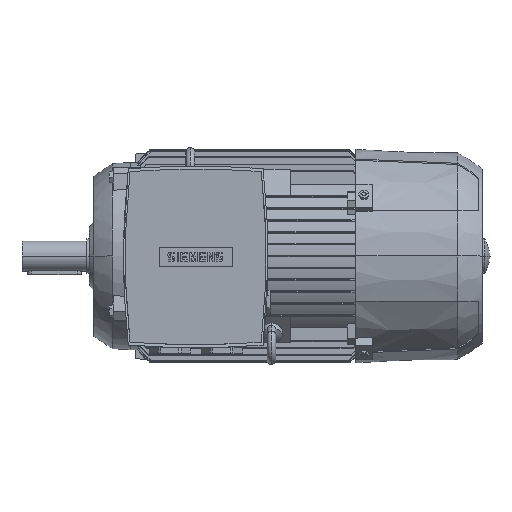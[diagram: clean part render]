
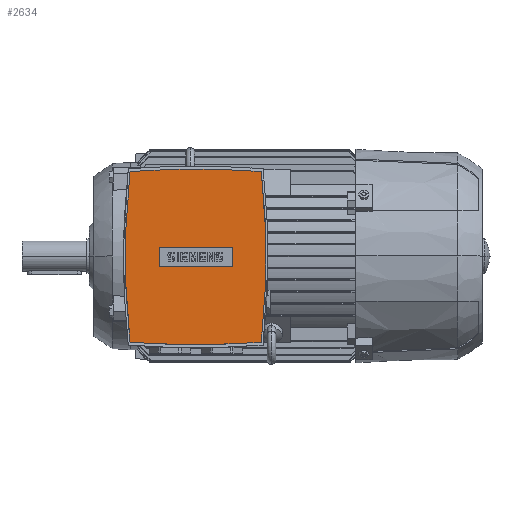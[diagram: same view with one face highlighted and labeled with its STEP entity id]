
A CAD part, top view. The second image highlights one B-rep face of the part: STEP entity #2634.
In plain terms, the highlighted planar face has unit normal (0, 0, 1).
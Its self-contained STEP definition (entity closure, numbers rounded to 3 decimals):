
#2634=ADVANCED_FACE('',(#5700,#5701),#5702,.T.);
#5700=FACE_BOUND('',#9206,.T.);
#5701=FACE_OUTER_BOUND('',#9207,.T.);
#5702=PLANE('',#9208);
#9206=EDGE_LOOP('',(#17343,#17344,#17345,#17346));
#9207=EDGE_LOOP('',(#17347,#17348,#17349,#17350,#17351,#17352));
#9208=AXIS2_PLACEMENT_3D('',#17353,#17354,#17355);
#17343=ORIENTED_EDGE('',*,*,#24295,.T.);
#17344=ORIENTED_EDGE('',*,*,#24299,.T.);
#17345=ORIENTED_EDGE('',*,*,#24302,.T.);
#17346=ORIENTED_EDGE('',*,*,#24304,.T.);
#17347=ORIENTED_EDGE('',*,*,#24380,.T.);
#17348=ORIENTED_EDGE('',*,*,#24382,.T.);
#17349=ORIENTED_EDGE('',*,*,#21966,.T.);
#17350=ORIENTED_EDGE('',*,*,#24374,.T.);
#17351=ORIENTED_EDGE('',*,*,#21977,.T.);
#17352=ORIENTED_EDGE('',*,*,#24371,.T.);
#17353=CARTESIAN_POINT('',(60.0,-1.0,193.0));
#17354=DIRECTION('',(0.0,0.0,1.0));
#17355=DIRECTION('',(0.0,-1.0,0.0));
#21966=EDGE_CURVE('',#26676,#26680,#26682,.T.);
#21977=EDGE_CURVE('',#26702,#26699,#26703,.T.);
#24295=EDGE_CURVE('',#30173,#30171,#30174,.T.);
#24299=EDGE_CURVE('',#30171,#30177,#30179,.T.);
#24302=EDGE_CURVE('',#30177,#30181,#30183,.T.);
#24304=EDGE_CURVE('',#30181,#30173,#30185,.T.);
#24371=EDGE_CURVE('',#26699,#30280,#30282,.T.);
#24374=EDGE_CURVE('',#26680,#26702,#30285,.T.);
#24380=EDGE_CURVE('',#30280,#30290,#30292,.T.);
#24382=EDGE_CURVE('',#30290,#26676,#30294,.T.);
#26676=VERTEX_POINT('',#35981);
#26680=VERTEX_POINT('',#35986);
#26682=CIRCLE('',#35989,828.12);
#26699=VERTEX_POINT('',#36031);
#26702=VERTEX_POINT('',#36035);
#26703=CIRCLE('',#36036,828.12);
#30171=VERTEX_POINT('',#44776);
#30173=VERTEX_POINT('',#44779);
#30174=LINE('',#44780,#44781);
#30177=VERTEX_POINT('',#44785);
#30179=LINE('',#44788,#44789);
#30181=VERTEX_POINT('',#44791);
#30183=LINE('',#44794,#44795);
#30185=LINE('',#44797,#44798);
#30280=VERTEX_POINT('',#44936);
#30282=CIRCLE('',#44939,828.12);
#30285=CIRCLE('',#44942,717.2);
#30290=VERTEX_POINT('',#44948);
#30292=CIRCLE('',#44951,717.2);
#30294=CIRCLE('',#44953,828.12);
#35981=CARTESIAN_POINT('',(60.,-82.0,193.0));
#35986=CARTESIAN_POINT('',(120.661,-79.775,193.0));
#35989=AXIS2_PLACEMENT_3D('',#48996,#48997,#48998);
#36031=CARTESIAN_POINT('',(60.,80.0,193.0));
#36035=CARTESIAN_POINT('',(120.661,77.775,193.0));
#36036=AXIS2_PLACEMENT_3D('',#49012,#49013,#49014);
#44776=CARTESIAN_POINT('',(26.25,-10.05,193.0));
#44779=CARTESIAN_POINT('',(93.75,-10.05,193.0));
#44780=CARTESIAN_POINT('',(60.0,-10.05,193.0));
#44781=VECTOR('',#51339,1.0);
#44785=CARTESIAN_POINT('',(26.25,8.05,193.0));
#44788=CARTESIAN_POINT('',(26.25,-1.0,193.0));
#44789=VECTOR('',#51342,1.0);
#44791=CARTESIAN_POINT('',(93.75,8.05,193.0));
#44794=CARTESIAN_POINT('',(60.0,8.05,193.0));
#44795=VECTOR('',#51344,1.0);
#44797=CARTESIAN_POINT('',(93.75,-1.0,193.0));
#44798=VECTOR('',#51345,1.0);
#44936=CARTESIAN_POINT('',(-0.661,77.775,193.0));
#44939=AXIS2_PLACEMENT_3D('',#51444,#51445,#51446);
#44942=AXIS2_PLACEMENT_3D('',#51447,#51448,#51449);
#44948=CARTESIAN_POINT('',(-0.661,-79.775,193.0));
#44951=AXIS2_PLACEMENT_3D('',#51452,#51453,#51454);
#44953=AXIS2_PLACEMENT_3D('',#51455,#51456,#51457);
#48996=CARTESIAN_POINT('',(60.0,746.12,193.0));
#48997=DIRECTION('',(0.0,-0.0,1.0));
#48998=DIRECTION('',(0.0,1.0,0.0));
#49012=CARTESIAN_POINT('',(60.0,-748.12,193.0));
#49013=DIRECTION('',(0.0,-0.0,1.0));
#49014=DIRECTION('',(0.0,1.0,0.0));
#51339=DIRECTION('',(-1.0,0.0,0.0));
#51342=DIRECTION('',(0.0,1.0,0.0));
#51344=DIRECTION('',(1.0,0.0,-0.0));
#51345=DIRECTION('',(0.0,-1.0,0.0));
#51444=CARTESIAN_POINT('',(60.0,-748.12,193.0));
#51445=DIRECTION('',(0.0,-0.0,1.0));
#51446=DIRECTION('',(0.0,1.0,0.0));
#51447=CARTESIAN_POINT('',(-592.2,-1.0,193.0));
#51448=DIRECTION('',(0.0,-0.0,1.0));
#51449=DIRECTION('',(0.0,1.0,0.0));
#51452=CARTESIAN_POINT('',(712.2,-1.0,193.0));
#51453=DIRECTION('',(0.0,-0.0,1.0));
#51454=DIRECTION('',(0.0,1.0,0.0));
#51455=CARTESIAN_POINT('',(60.0,746.12,193.0));
#51456=DIRECTION('',(0.0,-0.0,1.0));
#51457=DIRECTION('',(0.0,1.0,0.0));
